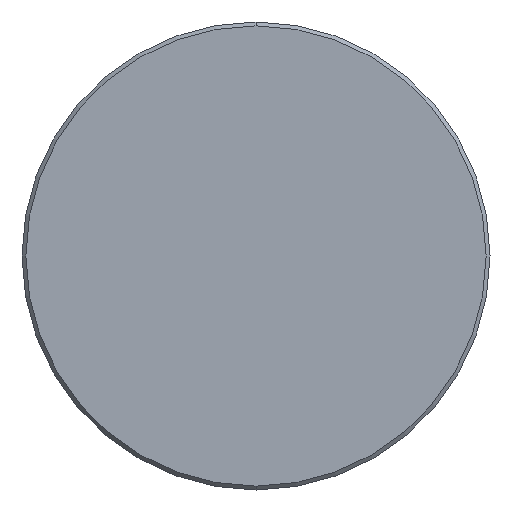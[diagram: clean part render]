
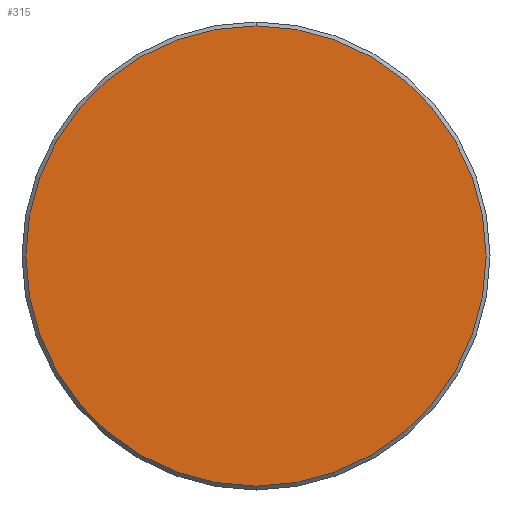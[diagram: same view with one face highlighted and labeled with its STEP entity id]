
A CAD part, left-side view. The second image highlights one B-rep face of the part: STEP entity #315.
In plain terms, the highlighted planar face has unit normal (-1, 0, 0).
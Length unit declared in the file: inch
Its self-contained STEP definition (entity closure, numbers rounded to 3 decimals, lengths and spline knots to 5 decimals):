
#58 = AXIS2_PLACEMENT_3D ( 'NONE', #331, #819, #196 ) ;
#66 = EDGE_LOOP ( 'NONE', ( #254, #516 ) ) ;
#132 = DIRECTION ( 'NONE',  ( 0., 0., 1. ) ) ;
#137 = FACE_OUTER_BOUND ( 'NONE', #66, .T. ) ;
#196 = DIRECTION ( 'NONE',  ( 0., 0., 1. ) ) ;
#210 = EDGE_CURVE ( 'NONE', #413, #604, #667, .T. ) ;
#254 = ORIENTED_EDGE ( 'NONE', *, *, #279, .T. ) ;
#260 = AXIS2_PLACEMENT_3D ( 'NONE', #760, #835, #132 ) ;
#279 = EDGE_CURVE ( 'NONE', #604, #413, #778, .T. ) ;
#315 = ADVANCED_FACE ( 'NONE', ( #137 ), #357, .T. ) ;
#331 = CARTESIAN_POINT ( 'NONE',  ( -5.61, 0., 0. ) ) ;
#357 = PLANE ( 'NONE',  #260 ) ;
#413 = VERTEX_POINT ( 'NONE', #788 ) ;
#516 = ORIENTED_EDGE ( 'NONE', *, *, #210, .T. ) ;
#604 = VERTEX_POINT ( 'NONE', #733 ) ;
#605 = DIRECTION ( 'NONE',  ( 0., 0., 1. ) ) ;
#634 = AXIS2_PLACEMENT_3D ( 'NONE', #748, #750, #605 ) ;
#667 = CIRCLE ( 'NONE', #58, 1.431 ) ;
#733 = CARTESIAN_POINT ( 'NONE',  ( -5.61, 0., -1.431 ) ) ;
#748 = CARTESIAN_POINT ( 'NONE',  ( -5.61, 0., 0. ) ) ;
#750 = DIRECTION ( 'NONE',  ( -1., 0., 0. ) ) ;
#760 = CARTESIAN_POINT ( 'NONE',  ( -5.61, 1.461, 0. ) ) ;
#778 = CIRCLE ( 'NONE', #634, 1.431 ) ;
#788 = CARTESIAN_POINT ( 'NONE',  ( -5.61, 0., 1.431 ) ) ;
#819 = DIRECTION ( 'NONE',  ( -1., 0., 0. ) ) ;
#835 = DIRECTION ( 'NONE',  ( -1., 0., 0. ) ) ;
